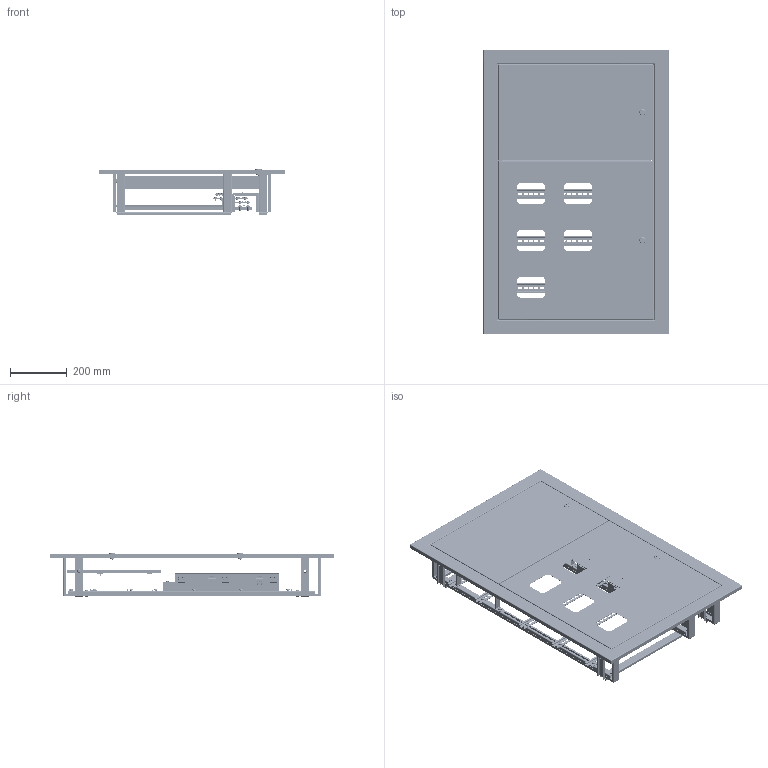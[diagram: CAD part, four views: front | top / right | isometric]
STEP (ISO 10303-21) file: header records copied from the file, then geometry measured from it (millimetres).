
FILE_DESCRIPTION (( 'STEP AP203' ), '1' );
FILE_NAME ('Ùèò ýòàæíûé 5 êâ. áåç ñëàáîò. îòñ. (1000õ650õ160) EKF PROxima.STEP', '2022-12-16T06:03:21', ( '' ), ( '' ), 'SwSTEP 2.0', 'SolidWorks 2021', '' );
FILE_SCHEMA (( 'CONFIG_CONTROL_DESIGN' ));
Length unit declared in the file: millimetre
Products named in the file (48): ÌÈ-1904.07.00.000 Èçîëÿòîð êàðáîëèòîâûé 1 ñòóïåí÷àòûì  è 2õ ñòóïåí÷àòûì êðîíøòåéíàìè; pan head cross recess screw_din_DIN EN ISO 7045 - M6 x 20 - Z - 20N; pan head cross recess screw_din11_DIN EN ISO 7045 - M4 x 10 - Z - 10N; ÌÈ-2476.00.00.002 Äåðæàòåëü êàðòîíà; ÌÈ-2476.03.00.001 Äâåðü ó÷åòà; ÌÈ-2476.02.00.000 Äâåðü ñèëîâàÿ ÑÁ; ÌÈ-2476.00.00.001 Ôàëüøïàíåëü; 忺貗鍙; ÌÈ-2414.01.00.001 Ñòåíêà áîêîâàÿ; ÌÈ-1904.06.00.000 Èçîëÿòîð êàðáîëèòîâûé ñ ïðÿìûì è 1 ñòóïåí÷àòûì êðîíøòåéíîì; ÌÈ-1904.07.00.002 Êðîíøòåéí äâóõñòóïåí÷àòûé; cross ph tapping 968_din_Screw DIN 968-ST4.2x13-C-H-N; Çàæèì äëÿ ïðîâîäíèêîâ ïèòàþùåé öåïè_1; DIN-謥濋趌L=420 (!); pan head cross recess screw_din11_ISO 7045 - M4 x 10 - Z --- 10N; Ùèò ýòàæíûé 5 êâ. áåç ñëàáîò. îòñ. (1000õ650õ160) EKF PROxima; pan head cross recess screw_din2_DIN EN ISO 7045 - M4 x 16 - Z - 16N; plain washer 6902 type abc_din_DIN 6902-A4.55; 昈-2476.01.00.001 栺樇罻; hex flange nut_din1_Hexagon Flange Nut DIN 6923 - M6 - N; hex flange nut_din_Hexagon Flange Nut DIN 6923 - M6 - N; ÌÈ-2413.05.00.000 Ðàìà ìîíòàæíàÿ ÑÁ; ÌÈ-2414.04.00.001 Êðîíøòåéí òðåõñòóïåí÷àòûé; 昈-2476.01.00.000 扻豵鵨 捘; ÌÈ-2414.05.00.00 Èçîëÿòîð êàðáîëèòîâûé 3õ ñòóïåí÷àòûì  è 2õ ñòóïåí÷àòûì êðîíøòåéíàìè; hex flange nut_din3_Hexagon Flange Nut DIN 6923 - M6 - N; ﾕ黑 ﾙﾝ; Çàìîê ïî÷òîâûé; ﾌﾈ-2414.01.00.007 ﾊ煇鳫; Çàêëåïêà ãàå÷íàÿ Ì8; Øïèëüêà Ì6õ12; ÌÈ-1904.07.00.001 Êðîíøòåéí îäíîñòóïåí÷àòûé; ÌÈ-2413.01.00.008 Äåðæàòåëü äâåðè; ÌÈ-2413.05.00.003 Êðîíøòåéí ïîä äèí-ðåéêó; ÌÈ-2413.05.00.002 Ðåéêà ãîðèçîíòàëüíàÿ_8®â¢.; ÌÈ-1904.06.00.001 Êðîíøòåéí ïðÿìîé; Çàêëåïêà ãàå÷íàÿ Ì4; Ïëàñòèíà 100õ35; ÌÈ-2413.05.00.001 Ðåéêà âåðòèêàëüíàÿ; ÌÈ-2476.01.00.002 Óñèëèòåëü êàáåëüíûé   ...
Assembly tree (205 placements, depth 4):
  Ùèò ýòàæíûé 5 êâ. áåç ñëàáîò. îòñ. (1000õ650õ160) EKF PROxima
    昈-2476.01.00.000 扻豵鵨 捘
      ÌÈ-2414.01.00.002 Ñòåíêà áîêîâàÿ
      ÌÈ-2414.01.00.001 Ñòåíêà áîêîâàÿ
      昈-2476.01.00.001 栺樇罻  x2
      Ïëàñòèíà 100õ35  x4
      ÌÈ-2413.01.00.008 Äåðæàòåëü äâåðè
      ÌÈ-2476.01.00.002 Óñèëèòåëü êàáåëüíûé    x2
      Çàêëåïêà ãàå÷íàÿ Ì8  x4
      Øïèëüêà Ì6õ12  x2
      ﾌﾈ-2414.01.00.007 ﾊ煇鳫  x3
      Çàêëåïêà ãàå÷íàÿ Ì6  x4
    ÌÈ-2476.02.00.000 Äâåðü ñèëîâàÿ ÑÁ
      Çàêëåïêà ãàå÷íàÿ Ì4  x2
      ÌÈ-2476.02.00.001 Äâåðü ñèëîâàÿ
      Çàìîê ïî÷òîâûé
      Øïèëüêà Ì6õ12
    ÌÈ-2476.03.00.000 Äâåðü ó÷åòà ÑÁ
      ÌÈ-2476.03.00.001 Äâåðü ó÷åòà
      Çàìîê ïî÷òîâûé
      Çàêëåïêà ãàå÷íàÿ Ì4
      Øïèëüêà Ì6õ12
    pan head cross recess screw_din1_ISO 7045 - M4 x 16 - Z --- 16N  x3
    hex flange nut_din1_Hexagon Flange Nut DIN 6923 - M6 - N  x2
    ÌÈ-2476.00.00.001 Ôàëüøïàíåëü
    cross ph tapping 968_din_Screw DIN 968-ST4.2x13-C-H-N
    hex flange nut_din_Hexagon Flange Nut DIN 6923 - M6 - N  x2
    pan head cross recess screw_din_DIN EN ISO 7045 - M6 x 20 - Z - 20N  x4
    ÌÈ-2413.05.00.000 Ðàìà ìîíòàæíàÿ ÑÁ
      ÌÈ-2413.05.00.001 Ðåéêà âåðòèêàëüíàÿ  x2
      ÌÈ-2413.05.00.002 Ðåéêà ãîðèçîíòàëüíàÿ_8®â¢.
      pan head cross recess screw_din11_DIN EN ISO 7045 - M6 x 16 - Z - 16N  x14
      hex flange nut_din3_Hexagon Flange Nut DIN 6923 - M6 - N  x14
      DIN-謥濋趌L=420 (!)  x5
      ÌÈ-2413.05.00.003 Êðîíøòåéí ïîä äèí-ðåéêó  x4
      ÌÈ-1904.06.00.000 Èçîëÿòîð êàðáîëèòîâûé ñ ïðÿìûì è 1 ñòóïåí÷àòûì êðîíøòåéíîì
        Çàæèì äëÿ ïðîâîäíèêîâ ïèòàþùåé öåïè_1
        ﾕ黑 ﾙﾝ  x2
        ÌÈ-1904.06.00.001 Êðîíøòåéí ïðÿìîé
        ÌÈ-1904.07.00.001 Êðîíøòåéí îäíîñòóïåí÷àòûé
        Ãàå÷íàÿ çàêëåïêà Ì4  x9
        pan head cross recess screw_din11_ISO 7045 - M4 x 10 - Z --- 10N  x8
        plain washer 6902 type abc_din_DIN 6902-A4.55  x3
        pan head cross recess screw_din11_DIN EN ISO 7045 - M4 x 10 - Z - 10N
      ÌÈ-1904.07.00.000 Èçîëÿòîð êàðáîëèòîâûé 1 ñòóïåí÷àòûì  è 2õ ñòóïåí÷àòûì êðîíøòåéíàìè
        Çàæèì äëÿ ïðîâîäíèêîâ ïèòàþùåé öåïè_1
        ÌÈ-1904.07.00.001 Êðîíøòåéí îäíîñòóïåí÷àòûé
        ÌÈ-1904.07.00.002 Êðîíøòåéí äâóõñòóïåí÷àòûé
        ﾕ黑 ﾙﾝ  x2
        Ãàå÷íàÿ çàêëåïêà Ì4  x11
        pan head cross recess screw_din11_ISO 7045 - M4 x 10 - Z --- 10N  x10
        plain washer 6902 type abc_din_DIN 6902-A4.55  x5
        pan head cross recess screw_din11_DIN EN ISO 7045 - M4 x 10 - Z - 10N
      ﾕ黑 ﾙﾝ
      pan head cross recess screw_din2_DIN EN ISO 7045 - M4 x 16 - Z - 16N  x2
      Çàêëåïêà öèëèíäðè÷åñêàÿ Ì4 ÑÒ-Á ñ âíóòðåííåé ðåçüáîé_Œ8  x8
      ÌÈ-2414.05.00.00 Èçîëÿòîð êàðáîëèòîâûé 3õ ñòóïåí÷àòûì  è 2õ ñòóïåí÷àòûì êðîíøòåéíàìè
        Çàæèì äëÿ ïðîâîäíèêîâ ïèòàþùåé öåïè_1
        ÌÈ-2414.04.00.001 Êðîíøòåéí òðåõñòóïåí÷àòûé
        ÌÈ-1904.07.00.002 Êðîíøòåéí äâóõñòóïåí÷àòûé
Bounding box: 650 x 1000 x 163 mm (x, y, z)
Volume: 1572730.7 mm3; surface area: 3241767.8 mm2
Topology: 198 solids, 198 shells, 8011 faces, 19451 edges, 11978 vertices
Faces by surface type: plane 3829, cylinder 1968, cone 848, bspline 642, torus 608, sphere 116
Entity records: 73020 total; most frequent: CARTESIAN_POINT 16752, DIRECTION 9881, ORIENTED_EDGE 9506, EDGE_CURVE 4753, AXIS2_PLACEMENT_3D 3508, VERTEX_POINT 2917, LINE 2865, VECTOR 2865
